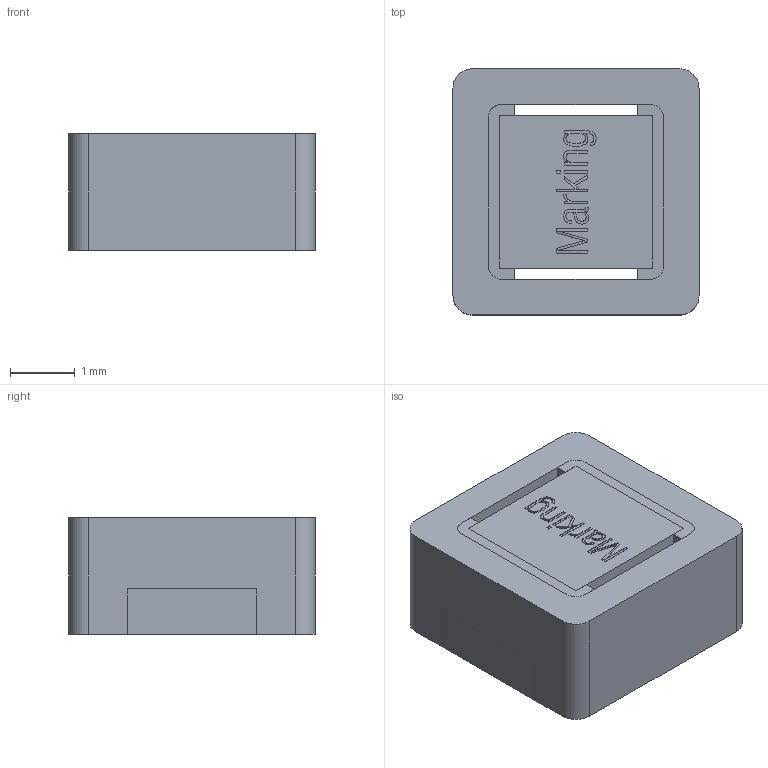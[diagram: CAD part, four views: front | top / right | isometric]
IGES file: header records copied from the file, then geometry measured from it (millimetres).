
Start section: C
Global section: file name: 3818_7440603.igs; native system: By Siemens PLM Incorporated; preprocessor: XPlus GENERIC/IGES 17.0.49; author: Author; organization: Title; date: 20151117.154231; units: millimetre
Bounding box: 3.8 x 3.8 x 1.8 mm (x, y, z)
Surface area: 338.8 mm2
Topology: 8 solids, 8 shells, 551 faces, 1456 edges, 948 vertices
Faces by surface type: bspline 551
